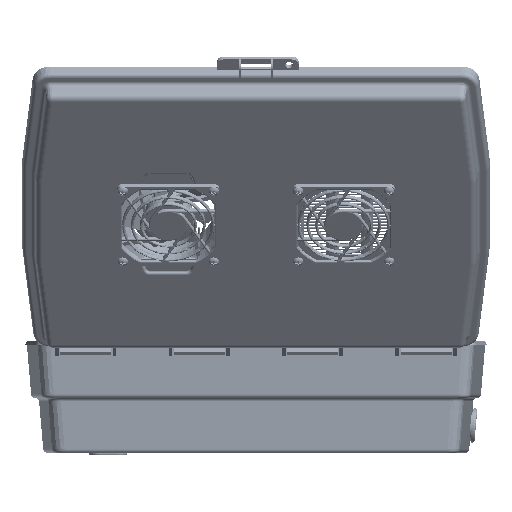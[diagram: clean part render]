
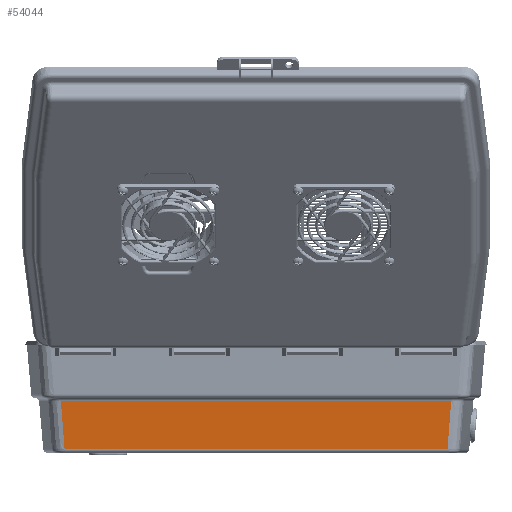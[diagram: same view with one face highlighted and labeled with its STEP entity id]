
A CAD part, left-side view. The second image highlights one B-rep face of the part: STEP entity #54044.
In plain terms, the highlighted face is planar.
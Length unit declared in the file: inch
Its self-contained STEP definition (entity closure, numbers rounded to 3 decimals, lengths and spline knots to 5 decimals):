
#3402 = EDGE_CURVE ( 'NONE', #55977, #26913, #50610, .T. ) ;
#4462 = PLANE ( 'NONE',  #6241 ) ;
#6241 = AXIS2_PLACEMENT_3D ( 'NONE', #48802, #41499, #85796 ) ;
#7247 = ORIENTED_EDGE ( 'NONE', *, *, #3402, .T. ) ;
#11914 = CARTESIAN_POINT ( 'NONE',  ( 4.92014, 6.00406, -1.34732 ) ) ;
#12311 = FACE_OUTER_BOUND ( 'NONE', #82654, .T. ) ;
#16478 = VECTOR ( 'NONE', #66148, 39.37008 ) ;
#17298 = CARTESIAN_POINT ( 'NONE',  ( 4.94094, 6.02214, -1.5851 ) ) ;
#20396 = CARTESIAN_POINT ( 'NONE',  ( 4.8117, 5.90959, -0.10782 ) ) ;
#23284 = CARTESIAN_POINT ( 'NONE',  ( 4.8117, 6.2418, -0.10782 ) ) ;
#26913 = VERTEX_POINT ( 'NONE', #69518 ) ;
#27484 = CARTESIAN_POINT ( 'NONE',  ( 4.94094, -6.02214, -1.5851 ) ) ;
#28563 = LINE ( 'NONE', #56488, #16478 ) ;
#30896 = ORIENTED_EDGE ( 'NONE', *, *, #64859, .T. ) ;
#31841 = ORIENTED_EDGE ( 'NONE', *, *, #82806, .T. ) ;
#40875 = VERTEX_POINT ( 'NONE', #95237 ) ;
#41499 = DIRECTION ( 'NONE',  ( 0.996, 0., 0.087 ) ) ;
#41857 = VECTOR ( 'NONE', #77887, 39.37008 ) ;
#48405 = CARTESIAN_POINT ( 'NONE',  ( 4.87854, 5.96784, -0.87176 ) ) ;
#48802 = CARTESIAN_POINT ( 'NONE',  ( 4.80227, 6.2418, 0. ) ) ;
#49005 = CARTESIAN_POINT ( 'NONE',  ( 4.89934, 5.98596, -1.10954 ) ) ;
#50200 = CARTESIAN_POINT ( 'NONE',  ( 4.83398, 5.92902, -0.36246 ) ) ;
#50610 = LINE ( 'NONE', #23284, #41857 ) ;
#54044 = ADVANCED_FACE ( 'NONE', ( #12311 ), #4462, .T. ) ;
#55977 = VERTEX_POINT ( 'NONE', #20396 ) ;
#56488 = CARTESIAN_POINT ( 'NONE',  ( 4.94094, 6.2418, -1.5851 ) ) ;
#56622 = CARTESIAN_POINT ( 'NONE',  ( 4.85626, -5.94844, -0.61711 ) ) ;
#58699 = CARTESIAN_POINT ( 'NONE',  ( 4.94094, 6.02214, -1.5851 ) ) ;
#64574 = EDGE_CURVE ( 'NONE', #26913, #40875, #118035, .T. ) ;
#64859 = EDGE_CURVE ( 'NONE', #40875, #72699, #28563, .T. ) ;
#65093 = CARTESIAN_POINT ( 'NONE',  ( 4.89934, -5.98596, -1.10954 ) ) ;
#66148 = DIRECTION ( 'NONE',  ( 0., 1., 0. ) ) ;
#69518 = CARTESIAN_POINT ( 'NONE',  ( 4.8117, -5.90959, -0.10782 ) ) ;
#70240 = B_SPLINE_CURVE_WITH_KNOTS ( 'NONE', 3,
 ( #58699, #11914, #49005, #48405, #85998, #50200, #86622 ),
 .UNSPECIFIED., .F., .F.,
 ( 4, 3, 4 ),
 ( 0.00276, 0.021, 0.04053 ),
 .UNSPECIFIED. ) ;
#72699 = VERTEX_POINT ( 'NONE', #17298 ) ;
#73176 = ORIENTED_EDGE ( 'NONE', *, *, #64574, .T. ) ;
#74170 = CARTESIAN_POINT ( 'NONE',  ( 4.92014, -6.00406, -1.34732 ) ) ;
#77887 = DIRECTION ( 'NONE',  ( 0., -1., 0. ) ) ;
#82654 = EDGE_LOOP ( 'NONE', ( #73176, #30896, #31841, #7247 ) ) ;
#82806 = EDGE_CURVE ( 'NONE', #72699, #55977, #70240, .T. ) ;
#84507 = CARTESIAN_POINT ( 'NONE',  ( 4.8117, -5.90959, -0.10782 ) ) ;
#85796 = DIRECTION ( 'NONE',  ( 0.087, 0., -0.996 ) ) ;
#85998 = CARTESIAN_POINT ( 'NONE',  ( 4.85626, 5.94844, -0.61711 ) ) ;
#86622 = CARTESIAN_POINT ( 'NONE',  ( 4.8117, 5.90959, -0.10782 ) ) ;
#94217 = CARTESIAN_POINT ( 'NONE',  ( 4.83398, -5.92902, -0.36246 ) ) ;
#95237 = CARTESIAN_POINT ( 'NONE',  ( 4.94094, -6.02214, -1.5851 ) ) ;
#112534 = CARTESIAN_POINT ( 'NONE',  ( 4.87854, -5.96784, -0.87176 ) ) ;
#118035 = B_SPLINE_CURVE_WITH_KNOTS ( 'NONE', 3,
 ( #84507, #94217, #56622, #112534, #65093, #74170, #27484 ),
 .UNSPECIFIED., .F., .F.,
 ( 4, 3, 4 ),
 ( 0.00276, 0.02229, 0.04053 ),
 .UNSPECIFIED. ) ;
